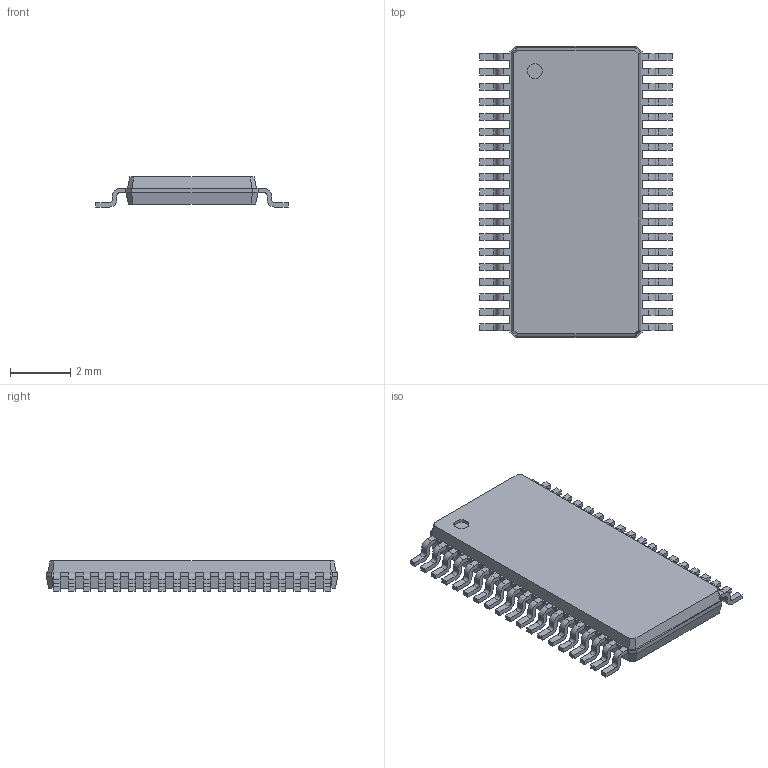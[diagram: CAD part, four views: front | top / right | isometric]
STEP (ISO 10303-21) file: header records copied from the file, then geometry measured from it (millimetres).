
FILE_DESCRIPTION(/* description */ ('model of TSSOP-38_4.4x9.7mm_Pitch0.5mm'),/* implementation_level */ '2;1');
FILE_NAME(/* name */ 'TSSOP-38_4.4x9.7mm_Pitch0.5mm.step',/* time_stamp */ '2017-04-14T22:40:56',/* author */ ('kicad StepUp','ksu'),/* organization */ ('FreeCAD'),/* preprocessor_version */ 'OCC',/* originating_system */ 'kicad StepUp',/* authorisation */ '');
FILE_SCHEMA(('AUTOMOTIVE_DESIGN_CC2 { 1 2 10303 214 -1 1 5 4 }'));
Length unit declared in the file: millimetre
Products named in the file (1): TSSOP_38_44x97mm_Pitch05mm
Bounding box: 6.4 x 9.7 x 1 mm (x, y, z)
Volume: 38.6 mm3; surface area: 143.4 mm2
Topology: 1 solids, 1 shells, 606 faces, 1633 edges, 1030 vertices
Faces by surface type: plane 391, cylinder 153, bspline 62
Full cylindrical faces by diameter (mm): 0.5 x1
Entity records: 22879 total; most frequent: CARTESIAN_POINT 3488, ORIENTED_EDGE 3266, DIRECTION 2997, EDGE_CURVE 1633, LINE 1295, VECTOR 1295, VERTEX_POINT 1030, AXIS2_PLACEMENT_3D 851
